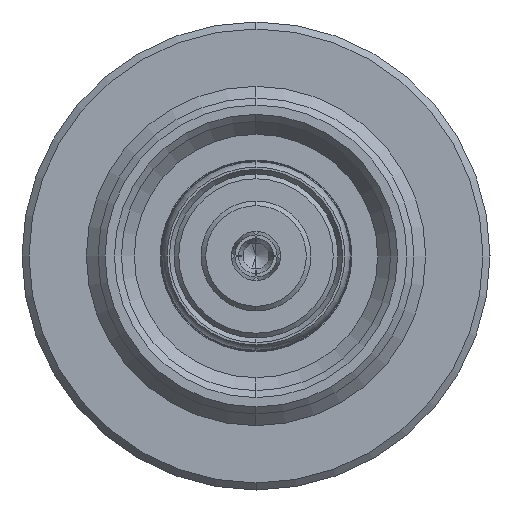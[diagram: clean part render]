
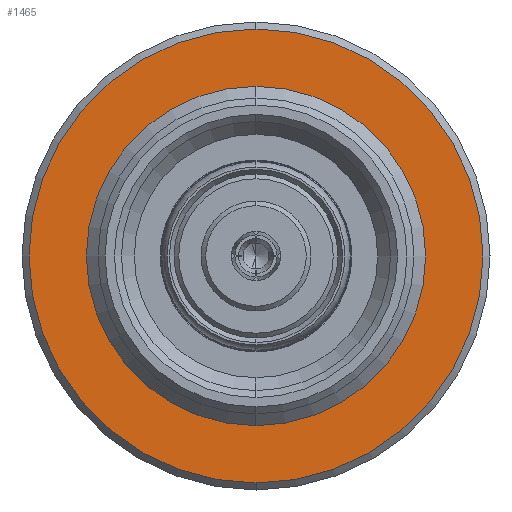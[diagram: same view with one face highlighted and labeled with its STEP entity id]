
A CAD part, left-side view. The second image highlights one B-rep face of the part: STEP entity #1465.
In plain terms, the highlighted planar face has unit normal (-1, 0, 0).
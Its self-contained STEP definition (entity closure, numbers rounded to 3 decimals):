
#156 = CIRCLE ( 'NONE', #1796, 9.7 ) ;
#279 = CIRCLE ( 'NONE', #2746, 9.7 ) ;
#478 = ORIENTED_EDGE ( 'NONE', *, *, #2949, .F. ) ;
#549 = ORIENTED_EDGE ( 'NONE', *, *, #1032, .F. ) ;
#869 = CARTESIAN_POINT ( 'NONE',  ( -2.635, 0., 5.5 ) ) ;
#906 = VERTEX_POINT ( 'NONE', #994 ) ;
#931 = CARTESIAN_POINT ( 'NONE',  ( -2.635, 0., 9.7 ) ) ;
#941 = CIRCLE ( 'NONE', #4152, 5.5 ) ;
#994 = CARTESIAN_POINT ( 'NONE',  ( -2.635, 0., -9.7 ) ) ;
#1032 = EDGE_CURVE ( 'NONE', #4855, #906, #279, .T. ) ;
#1052 = CARTESIAN_POINT ( 'NONE',  ( -2.635, 0., 0. ) ) ;
#1059 = DIRECTION ( 'NONE',  ( 1., 0., 0. ) ) ;
#1106 = EDGE_CURVE ( 'NONE', #3086, #5086, #941, .T. ) ;
#1465 = ADVANCED_FACE ( 'NONE', ( #5076, #4885 ), #1686, .T. ) ;
#1488 = DIRECTION ( 'NONE',  ( 0., 0., -1. ) ) ;
#1606 = EDGE_LOOP ( 'NONE', ( #478, #549 ) ) ;
#1686 = PLANE ( 'NONE',  #4223 ) ;
#1727 = CARTESIAN_POINT ( 'NONE',  ( -2.635, 0., 0. ) ) ;
#1796 = AXIS2_PLACEMENT_3D ( 'NONE', #2224, #3196, #4124 ) ;
#2112 = DIRECTION ( 'NONE',  ( 0., 0., -1. ) ) ;
#2224 = CARTESIAN_POINT ( 'NONE',  ( -2.635, 0., 0. ) ) ;
#2324 = ORIENTED_EDGE ( 'NONE', *, *, #2339, .T. ) ;
#2339 = EDGE_CURVE ( 'NONE', #5086, #3086, #4535, .T. ) ;
#2543 = CARTESIAN_POINT ( 'NONE',  ( -2.635, 0., -5.5 ) ) ;
#2746 = AXIS2_PLACEMENT_3D ( 'NONE', #4640, #3557, #2112 ) ;
#2774 = CARTESIAN_POINT ( 'NONE',  ( -2.635, 9.7, 0. ) ) ;
#2949 = EDGE_CURVE ( 'NONE', #906, #4855, #156, .T. ) ;
#2958 = DIRECTION ( 'NONE',  ( -1., 0., 0. ) ) ;
#3086 = VERTEX_POINT ( 'NONE', #2543 ) ;
#3196 = DIRECTION ( 'NONE',  ( 1., 0., 0. ) ) ;
#3522 = AXIS2_PLACEMENT_3D ( 'NONE', #1052, #1059, #4827 ) ;
#3557 = DIRECTION ( 'NONE',  ( 1., 0., 0. ) ) ;
#4108 = ORIENTED_EDGE ( 'NONE', *, *, #1106, .T. ) ;
#4124 = DIRECTION ( 'NONE',  ( 0., 0., -1. ) ) ;
#4152 = AXIS2_PLACEMENT_3D ( 'NONE', #1727, #5040, #1488 ) ;
#4223 = AXIS2_PLACEMENT_3D ( 'NONE', #2774, #2958, #4590 ) ;
#4419 = EDGE_LOOP ( 'NONE', ( #4108, #2324 ) ) ;
#4535 = CIRCLE ( 'NONE', #3522, 5.5 ) ;
#4590 = DIRECTION ( 'NONE',  ( 0., 0., 1. ) ) ;
#4640 = CARTESIAN_POINT ( 'NONE',  ( -2.635, 0., 0. ) ) ;
#4827 = DIRECTION ( 'NONE',  ( 0., 0., -1. ) ) ;
#4855 = VERTEX_POINT ( 'NONE', #931 ) ;
#4885 = FACE_OUTER_BOUND ( 'NONE', #1606, .T. ) ;
#5040 = DIRECTION ( 'NONE',  ( 1., 0., 0. ) ) ;
#5076 = FACE_BOUND ( 'NONE', #4419, .T. ) ;
#5086 = VERTEX_POINT ( 'NONE', #869 ) ;
